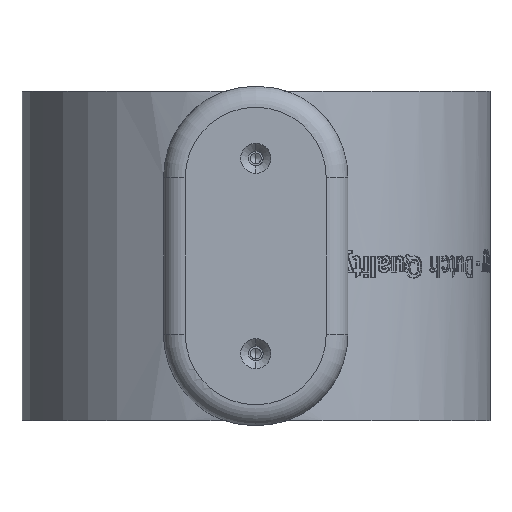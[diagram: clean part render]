
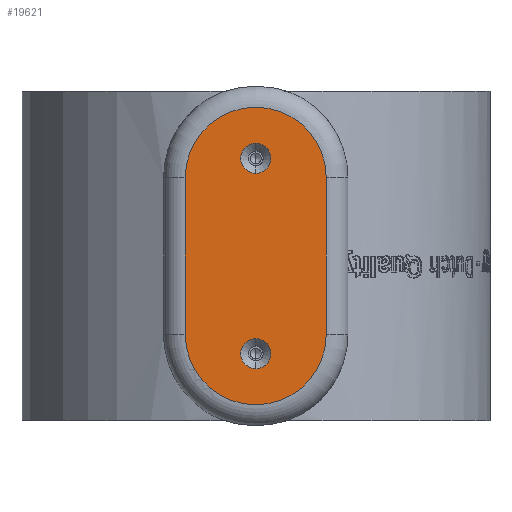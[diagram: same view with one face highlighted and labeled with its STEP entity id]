
A CAD part, front view. The second image highlights one B-rep face of the part: STEP entity #19621.
In plain terms, the highlighted planar face has unit normal (0, -1, 0).
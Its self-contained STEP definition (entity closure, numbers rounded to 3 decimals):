
#350 = ORIENTED_EDGE ( 'NONE', *, *, #7619, .T. ) ;
#1440 = CARTESIAN_POINT ( 'NONE',  ( 87.039, 36.042, 156.956 ) ) ;
#2416 = CARTESIAN_POINT ( 'NONE',  ( 87.039, 36.042, 134.456 ) ) ;
#2501 = CIRCLE ( 'NONE', #46510, 3.47 ) ;
#2635 = CIRCLE ( 'NONE', #55807, 3.47 ) ;
#3711 = EDGE_CURVE ( 'NONE', #20667, #14296, #29014, .T. ) ;
#4217 = DIRECTION ( 'NONE',  ( 0., -1., 0. ) ) ;
#6110 = CARTESIAN_POINT ( 'NONE',  ( 70.789, 36.042, 134.456 ) ) ;
#6431 = CIRCLE ( 'NONE', #54542, 16.25 ) ;
#6576 = DIRECTION ( 'NONE',  ( 0., -1., 0. ) ) ;
#6652 = ORIENTED_EDGE ( 'NONE', *, *, #23656, .F. ) ;
#7619 = EDGE_CURVE ( 'NONE', #29555, #10440, #36183, .T. ) ;
#8605 = AXIS2_PLACEMENT_3D ( 'NONE', #17984, #46540, #51943 ) ;
#9349 = CARTESIAN_POINT ( 'NONE',  ( 87.039, 36.042, 116.411 ) ) ;
#10440 = VERTEX_POINT ( 'NONE', #40756 ) ;
#10730 = CARTESIAN_POINT ( 'NONE',  ( 87.039, 36.042, 111.956 ) ) ;
#12029 = DIRECTION ( 'NONE',  ( 0., -1., 0. ) ) ;
#13495 = DIRECTION ( 'NONE',  ( 1., 0., 0. ) ) ;
#13726 = EDGE_LOOP ( 'NONE', ( #25056, #15426 ) ) ;
#14296 = VERTEX_POINT ( 'NONE', #39209 ) ;
#15426 = ORIENTED_EDGE ( 'NONE', *, *, #41779, .F. ) ;
#15829 = DIRECTION ( 'NONE',  ( 0., -1., 0. ) ) ;
#16023 = DIRECTION ( 'NONE',  ( 0., 0., -1. ) ) ;
#16490 = CIRCLE ( 'NONE', #40033, 3.47 ) ;
#16751 = CARTESIAN_POINT ( 'NONE',  ( 87.039, 36.042, 156.956 ) ) ;
#17147 = FACE_BOUND ( 'NONE', #56892, .T. ) ;
#17440 = DIRECTION ( 'NONE',  ( 0., -1., 0. ) ) ;
#17984 = CARTESIAN_POINT ( 'NONE',  ( 87.039, 36.042, 111.956 ) ) ;
#19048 = VERTEX_POINT ( 'NONE', #51193 ) ;
#19621 = ADVANCED_FACE ( 'NONE', ( #17147, #62254, #36355 ), #55910, .T. ) ;
#20039 = ORIENTED_EDGE ( 'NONE', *, *, #41303, .T. ) ;
#20667 = VERTEX_POINT ( 'NONE', #61650 ) ;
#21074 = CARTESIAN_POINT ( 'NONE',  ( 103.289, 36.042, 134.456 ) ) ;
#22176 = DIRECTION ( 'NONE',  ( 0., -1., 0. ) ) ;
#23571 = CARTESIAN_POINT ( 'NONE',  ( 87.039, 36.042, 160.426 ) ) ;
#23656 = EDGE_CURVE ( 'NONE', #14296, #20667, #2501, .T. ) ;
#24015 = CIRCLE ( 'NONE', #35254, 16.25 ) ;
#24393 = ORIENTED_EDGE ( 'NONE', *, *, #3711, .F. ) ;
#24858 = VERTEX_POINT ( 'NONE', #23571 ) ;
#25056 = ORIENTED_EDGE ( 'NONE', *, *, #31908, .F. ) ;
#25982 = EDGE_CURVE ( 'NONE', #10440, #63088, #6431, .T. ) ;
#26759 = DIRECTION ( 'NONE',  ( 1., 0., 0. ) ) ;
#29014 = CIRCLE ( 'NONE', #8605, 3.47 ) ;
#29555 = VERTEX_POINT ( 'NONE', #35815 ) ;
#31908 = EDGE_CURVE ( 'NONE', #34516, #24858, #16490, .T. ) ;
#31911 = EDGE_LOOP ( 'NONE', ( #350, #50921, #33669, #20039 ) ) ;
#33669 = ORIENTED_EDGE ( 'NONE', *, *, #54248, .T. ) ;
#33727 = AXIS2_PLACEMENT_3D ( 'NONE', #2416, #12029, #26759 ) ;
#34516 = VERTEX_POINT ( 'NONE', #46817 ) ;
#35254 = AXIS2_PLACEMENT_3D ( 'NONE', #61300, #17440, #51721 ) ;
#35350 = DIRECTION ( 'NONE',  ( 0., 0., -1. ) ) ;
#35815 = CARTESIAN_POINT ( 'NONE',  ( 70.789, 36.042, 152.501 ) ) ;
#36183 = LINE ( 'NONE', #6110, #40245 ) ;
#36274 = DIRECTION ( 'NONE',  ( 0., 0., -1. ) ) ;
#36355 = FACE_OUTER_BOUND ( 'NONE', #31911, .T. ) ;
#39209 = CARTESIAN_POINT ( 'NONE',  ( 87.039, 36.042, 108.486 ) ) ;
#40033 = AXIS2_PLACEMENT_3D ( 'NONE', #1440, #6576, #45662 ) ;
#40245 = VECTOR ( 'NONE', #16023, 1000. ) ;
#40756 = CARTESIAN_POINT ( 'NONE',  ( 70.789, 36.042, 116.411 ) ) ;
#41303 = EDGE_CURVE ( 'NONE', #19048, #29555, #24015, .T. ) ;
#41779 = EDGE_CURVE ( 'NONE', #24858, #34516, #2635, .T. ) ;
#42177 = CARTESIAN_POINT ( 'NONE',  ( 103.289, 36.042, 116.411 ) ) ;
#44819 = LINE ( 'NONE', #21074, #57765 ) ;
#45662 = DIRECTION ( 'NONE',  ( 0., 0., -1. ) ) ;
#45763 = DIRECTION ( 'NONE',  ( 0., 0., 1. ) ) ;
#46510 = AXIS2_PLACEMENT_3D ( 'NONE', #10730, #15829, #35350 ) ;
#46540 = DIRECTION ( 'NONE',  ( 0., -1., 0. ) ) ;
#46817 = CARTESIAN_POINT ( 'NONE',  ( 87.039, 36.042, 153.486 ) ) ;
#50921 = ORIENTED_EDGE ( 'NONE', *, *, #25982, .T. ) ;
#51193 = CARTESIAN_POINT ( 'NONE',  ( 103.289, 36.042, 152.501 ) ) ;
#51721 = DIRECTION ( 'NONE',  ( 1., 0., 0. ) ) ;
#51943 = DIRECTION ( 'NONE',  ( 0., 0., -1. ) ) ;
#54248 = EDGE_CURVE ( 'NONE', #63088, #19048, #44819, .T. ) ;
#54542 = AXIS2_PLACEMENT_3D ( 'NONE', #9349, #4217, #13495 ) ;
#55807 = AXIS2_PLACEMENT_3D ( 'NONE', #16751, #22176, #36274 ) ;
#55910 = PLANE ( 'NONE',  #33727 ) ;
#56892 = EDGE_LOOP ( 'NONE', ( #6652, #24393 ) ) ;
#57765 = VECTOR ( 'NONE', #45763, 1000. ) ;
#61300 = CARTESIAN_POINT ( 'NONE',  ( 87.039, 36.042, 152.501 ) ) ;
#61650 = CARTESIAN_POINT ( 'NONE',  ( 87.039, 36.042, 115.426 ) ) ;
#62254 = FACE_BOUND ( 'NONE', #13726, .T. ) ;
#63088 = VERTEX_POINT ( 'NONE', #42177 ) ;
